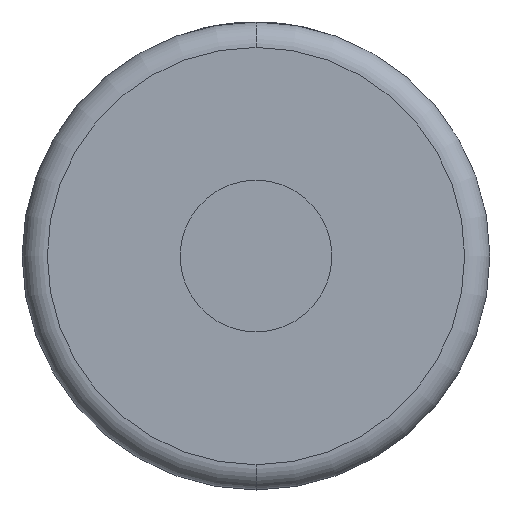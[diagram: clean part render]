
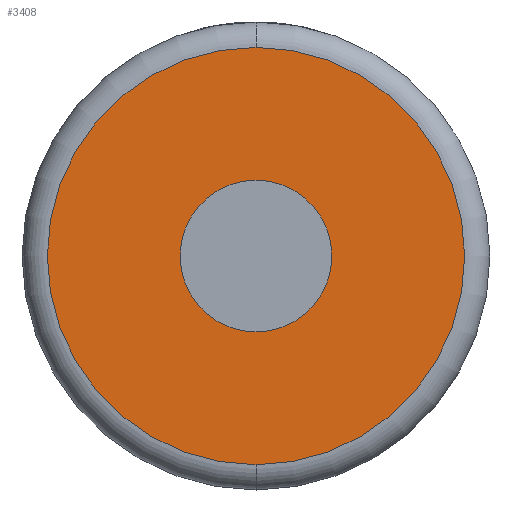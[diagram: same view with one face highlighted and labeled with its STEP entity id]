
A CAD part, front view. The second image highlights one B-rep face of the part: STEP entity #3408.
In plain terms, the highlighted planar face has unit normal (0, -1, 0).
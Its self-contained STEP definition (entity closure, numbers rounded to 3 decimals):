
#138 = CIRCLE ( 'NONE', #2697, 16.5 ) ;
#166 = ORIENTED_EDGE ( 'NONE', *, *, #3670, .T. ) ;
#270 = CARTESIAN_POINT ( 'NONE',  ( 0., 0., 0. ) ) ;
#275 = CARTESIAN_POINT ( 'NONE',  ( 0., 0., 16.5 ) ) ;
#304 = CARTESIAN_POINT ( 'NONE',  ( 0., 0., 0. ) ) ;
#342 = FACE_OUTER_BOUND ( 'NONE', #3357, .T. ) ;
#398 = VERTEX_POINT ( 'NONE', #3492 ) ;
#491 = EDGE_CURVE ( 'NONE', #3536, #398, #3804, .T. ) ;
#685 = DIRECTION ( 'NONE',  ( 0., -1., 0. ) ) ;
#800 = AXIS2_PLACEMENT_3D ( 'NONE', #2627, #854, #1513 ) ;
#812 = AXIS2_PLACEMENT_3D ( 'NONE', #304, #2687, #940 ) ;
#854 = DIRECTION ( 'NONE',  ( 0., -1., 0. ) ) ;
#874 = DIRECTION ( 'NONE',  ( 0., 1., 0. ) ) ;
#928 = CARTESIAN_POINT ( 'NONE',  ( 0., 0., -16.5 ) ) ;
#940 = DIRECTION ( 'NONE',  ( 0., 0., 1. ) ) ;
#969 = ORIENTED_EDGE ( 'NONE', *, *, #491, .F. ) ;
#1167 = ORIENTED_EDGE ( 'NONE', *, *, #1585, .F. ) ;
#1380 = DIRECTION ( 'NONE',  ( 0., 0., 1. ) ) ;
#1419 = CARTESIAN_POINT ( 'NONE',  ( 0., 0., 0. ) ) ;
#1476 = EDGE_LOOP ( 'NONE', ( #1167, #969 ) ) ;
#1494 = DIRECTION ( 'NONE',  ( 0., 0., 1. ) ) ;
#1513 = DIRECTION ( 'NONE',  ( 0., 0., 1. ) ) ;
#1585 = EDGE_CURVE ( 'NONE', #398, #3536, #1683, .T. ) ;
#1683 = CIRCLE ( 'NONE', #3078, 6. ) ;
#1741 = FACE_BOUND ( 'NONE', #1476, .T. ) ;
#1801 = PLANE ( 'NONE',  #2103 ) ;
#1979 = DIRECTION ( 'NONE',  ( 0., -1., 0. ) ) ;
#2103 = AXIS2_PLACEMENT_3D ( 'NONE', #270, #874, #1494 ) ;
#2352 = CARTESIAN_POINT ( 'NONE',  ( 0., 0., -6. ) ) ;
#2627 = CARTESIAN_POINT ( 'NONE',  ( 0., 0., 0. ) ) ;
#2687 = DIRECTION ( 'NONE',  ( 0., -1., 0. ) ) ;
#2697 = AXIS2_PLACEMENT_3D ( 'NONE', #1419, #1979, #1380 ) ;
#2763 = DIRECTION ( 'NONE',  ( 0., 0., 1. ) ) ;
#2844 = VERTEX_POINT ( 'NONE', #275 ) ;
#3024 = CIRCLE ( 'NONE', #812, 16.5 ) ;
#3058 = CARTESIAN_POINT ( 'NONE',  ( 0., 0., 0. ) ) ;
#3078 = AXIS2_PLACEMENT_3D ( 'NONE', #3058, #685, #2763 ) ;
#3237 = EDGE_CURVE ( 'NONE', #2844, #3593, #138, .T. ) ;
#3357 = EDGE_LOOP ( 'NONE', ( #3461, #166 ) ) ;
#3408 = ADVANCED_FACE ( 'NONE', ( #342, #1741 ), #1801, .F. ) ;
#3461 = ORIENTED_EDGE ( 'NONE', *, *, #3237, .T. ) ;
#3492 = CARTESIAN_POINT ( 'NONE',  ( 0., 0., 6. ) ) ;
#3536 = VERTEX_POINT ( 'NONE', #2352 ) ;
#3593 = VERTEX_POINT ( 'NONE', #928 ) ;
#3670 = EDGE_CURVE ( 'NONE', #3593, #2844, #3024, .T. ) ;
#3804 = CIRCLE ( 'NONE', #800, 6. ) ;
